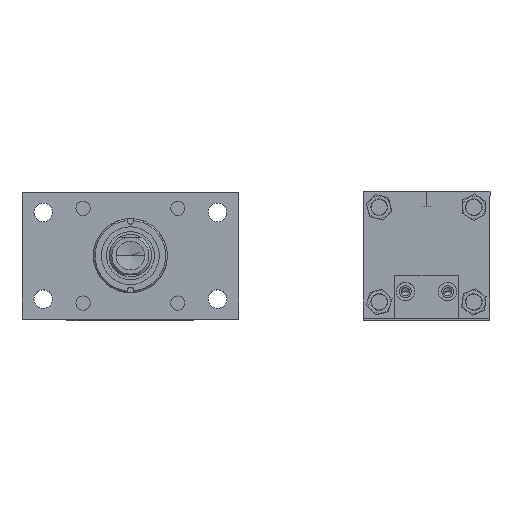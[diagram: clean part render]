
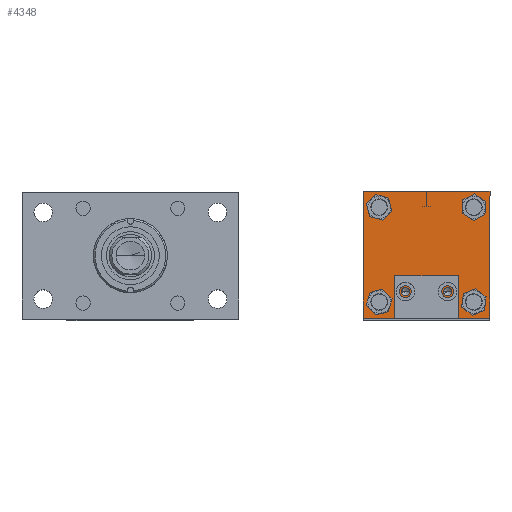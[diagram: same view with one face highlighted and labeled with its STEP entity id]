
A CAD part, top view. The second image highlights one B-rep face of the part: STEP entity #4348.
In plain terms, the highlighted face is planar.
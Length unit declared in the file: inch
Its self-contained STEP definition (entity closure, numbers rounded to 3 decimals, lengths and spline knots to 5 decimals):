
#47 = DIRECTION ( 'NONE',  ( 0., 0., 1. ) ) ;
#100 = CARTESIAN_POINT ( 'NONE',  ( 6.81388, 7.35691, -0.3831 ) ) ;
#114 = CIRCLE ( 'NONE', #4737, 0.1005 ) ;
#245 = CARTESIAN_POINT ( 'NONE',  ( 6.63588, 9.97591, -0.3831 ) ) ;
#260 = DIRECTION ( 'NONE',  ( 1., 0., 0. ) ) ;
#349 = CARTESIAN_POINT ( 'NONE',  ( 6.63588, 7.73791, -0.3831 ) ) ;
#369 = DIRECTION ( 'NONE',  ( 0., 0., -1. ) ) ;
#381 = CARTESIAN_POINT ( 'NONE',  ( 3.99188, 7.73791, -0.3831 ) ) ;
#450 = CARTESIAN_POINT ( 'NONE',  ( 4.39788, 9.97591, -0.3831 ) ) ;
#495 = AXIS2_PLACEMENT_3D ( 'NONE', #7970, #2929, #8902 ) ;
#569 = EDGE_CURVE ( 'NONE', #4883, #12814, #1884, .T. ) ;
#605 = DIRECTION ( 'NONE',  ( 1., 0., 0. ) ) ;
#658 = DIRECTION ( 'NONE',  ( 0., 0., 1. ) ) ;
#671 = VERTEX_POINT ( 'NONE', #10250 ) ;
#772 = LINE ( 'NONE', #9021, #11077 ) ;
#774 = ORIENTED_EDGE ( 'NONE', *, *, #11126, .F. ) ;
#830 = EDGE_LOOP ( 'NONE', ( #6306, #10643 ) ) ;
#997 = EDGE_CURVE ( 'NONE', #12049, #671, #772, .T. ) ;
#1160 = DIRECTION ( 'NONE',  ( -1., 0., 0. ) ) ;
#1331 = DIRECTION ( 'NONE',  ( -1., 0., 0. ) ) ;
#1362 = EDGE_CURVE ( 'NONE', #12814, #4883, #2990, .T. ) ;
#1417 = EDGE_CURVE ( 'NONE', #5367, #9874, #1874, .T. ) ;
#1526 = FACE_BOUND ( 'NONE', #5603, .T. ) ;
#1638 = DIRECTION ( 'NONE',  ( 0., 0., 1. ) ) ;
#1667 = CARTESIAN_POINT ( 'NONE',  ( 4.81388, 7.98191, -0.3831 ) ) ;
#1726 = LINE ( 'NONE', #2094, #12318 ) ;
#1740 = CARTESIAN_POINT ( 'NONE',  ( 4.91438, 7.98191, -0.3831 ) ) ;
#1820 = CIRCLE ( 'NONE', #8993, 0.203 ) ;
#1874 = CIRCLE ( 'NONE', #11787, 0.203 ) ;
#1883 = AXIS2_PLACEMENT_3D ( 'NONE', #9215, #5342, #260 ) ;
#1884 = CIRCLE ( 'NONE', #12530, 0.203 ) ;
#1966 = ORIENTED_EDGE ( 'NONE', *, *, #3121, .T. ) ;
#2019 = CARTESIAN_POINT ( 'NONE',  ( 4.71338, 7.98191, -0.3831 ) ) ;
#2057 = VERTEX_POINT ( 'NONE', #6513 ) ;
#2088 = CARTESIAN_POINT ( 'NONE',  ( 5.81388, 7.98191, -0.3831 ) ) ;
#2094 = CARTESIAN_POINT ( 'NONE',  ( 5.31388, 10.35691, -0.3831 ) ) ;
#2160 = CARTESIAN_POINT ( 'NONE',  ( 6.43288, 9.97591, -0.3831 ) ) ;
#2212 = VECTOR ( 'NONE', #7009, 39.37008 ) ;
#2235 = PLANE ( 'NONE',  #1883 ) ;
#2377 = CARTESIAN_POINT ( 'NONE',  ( 6.43288, 7.73791, -0.3831 ) ) ;
#2492 = CIRCLE ( 'NONE', #6302, 0.1005 ) ;
#2748 = CARTESIAN_POINT ( 'NONE',  ( 6.43288, 9.97591, -0.3831 ) ) ;
#2774 = CIRCLE ( 'NONE', #4835, 0.203 ) ;
#2785 = EDGE_LOOP ( 'NONE', ( #9790, #12244, #5179, #1966 ) ) ;
#2929 = DIRECTION ( 'NONE',  ( 0., 0., 1. ) ) ;
#2990 = CIRCLE ( 'NONE', #7543, 0.203 ) ;
#2999 = LINE ( 'NONE', #5018, #2212 ) ;
#3040 = CARTESIAN_POINT ( 'NONE',  ( 3.81388, 10.35691, -0.3831 ) ) ;
#3121 = EDGE_CURVE ( 'NONE', #12371, #7291, #10272, .T. ) ;
#3230 = DIRECTION ( 'NONE',  ( 1., 0., 0. ) ) ;
#3279 = CIRCLE ( 'NONE', #6899, 0.203 ) ;
#3283 = EDGE_CURVE ( 'NONE', #2057, #9854, #2492, .T. ) ;
#3693 = ORIENTED_EDGE ( 'NONE', *, *, #1362, .T. ) ;
#3966 = EDGE_CURVE ( 'NONE', #5527, #4584, #114, .T. ) ;
#3984 = EDGE_CURVE ( 'NONE', #9854, #2057, #10402, .T. ) ;
#4023 = EDGE_CURVE ( 'NONE', #10461, #8696, #3279, .T. ) ;
#4079 = ORIENTED_EDGE ( 'NONE', *, *, #3283, .F. ) ;
#4099 = CARTESIAN_POINT ( 'NONE',  ( 4.39788, 7.73791, -0.3831 ) ) ;
#4217 = FACE_BOUND ( 'NONE', #9196, .T. ) ;
#4348 = ADVANCED_FACE ( 'NONE', ( #7165, #10105, #11511, #4217, #9633, #1526, #12746 ), #2235, .F. ) ;
#4365 = DIRECTION ( 'NONE',  ( 0., 0., -1. ) ) ;
#4376 = DIRECTION ( 'NONE',  ( 1., 0., 0. ) ) ;
#4457 = DIRECTION ( 'NONE',  ( 0., 0., 1. ) ) ;
#4584 = VERTEX_POINT ( 'NONE', #1740 ) ;
#4632 = DIRECTION ( 'NONE',  ( 1., 0., 0. ) ) ;
#4669 = CARTESIAN_POINT ( 'NONE',  ( 3.99188, 9.97591, -0.3831 ) ) ;
#4737 = AXIS2_PLACEMENT_3D ( 'NONE', #1667, #4365, #12562 ) ;
#4835 = AXIS2_PLACEMENT_3D ( 'NONE', #10417, #4457, #4376 ) ;
#4863 = DIRECTION ( 'NONE',  ( 0., 0., 1. ) ) ;
#4883 = VERTEX_POINT ( 'NONE', #10047 ) ;
#5018 = CARTESIAN_POINT ( 'NONE',  ( 5.31388, 7.35691, -0.3831 ) ) ;
#5103 = CARTESIAN_POINT ( 'NONE',  ( 4.19488, 7.73791, -0.3831 ) ) ;
#5112 = EDGE_CURVE ( 'NONE', #11160, #8319, #2774, .T. ) ;
#5179 = ORIENTED_EDGE ( 'NONE', *, *, #6202, .F. ) ;
#5342 = DIRECTION ( 'NONE',  ( 0., 0., 1. ) ) ;
#5367 = VERTEX_POINT ( 'NONE', #4099 ) ;
#5407 = AXIS2_PLACEMENT_3D ( 'NONE', #5697, #5655, #11567 ) ;
#5427 = EDGE_CURVE ( 'NONE', #9874, #5367, #1820, .T. ) ;
#5527 = VERTEX_POINT ( 'NONE', #2019 ) ;
#5603 = EDGE_LOOP ( 'NONE', ( #12363, #3693 ) ) ;
#5621 = DIRECTION ( 'NONE',  ( 1., 0., 0. ) ) ;
#5655 = DIRECTION ( 'NONE',  ( 0., 0., -1. ) ) ;
#5697 = CARTESIAN_POINT ( 'NONE',  ( 5.81388, 7.98191, -0.3831 ) ) ;
#5727 = CARTESIAN_POINT ( 'NONE',  ( 6.81388, 5.55135, -0.3831 ) ) ;
#5954 = ORIENTED_EDGE ( 'NONE', *, *, #10818, .T. ) ;
#6107 = DIRECTION ( 'NONE',  ( 0., 0., -1. ) ) ;
#6116 = AXIS2_PLACEMENT_3D ( 'NONE', #8457, #369, #1331 ) ;
#6202 = EDGE_CURVE ( 'NONE', #12371, #12049, #1726, .T. ) ;
#6302 = AXIS2_PLACEMENT_3D ( 'NONE', #2088, #6107, #1160 ) ;
#6306 = ORIENTED_EDGE ( 'NONE', *, *, #12555, .T. ) ;
#6335 = CARTESIAN_POINT ( 'NONE',  ( 6.81388, 10.35691, -0.3831 ) ) ;
#6513 = CARTESIAN_POINT ( 'NONE',  ( 5.71338, 7.98191, -0.3831 ) ) ;
#6684 = DIRECTION ( 'NONE',  ( 1., 0., 0. ) ) ;
#6797 = EDGE_LOOP ( 'NONE', ( #11614, #5954 ) ) ;
#6899 = AXIS2_PLACEMENT_3D ( 'NONE', #2377, #11522, #605 ) ;
#6981 = ORIENTED_EDGE ( 'NONE', *, *, #3984, .F. ) ;
#7009 = DIRECTION ( 'NONE',  ( -1., 0., 0. ) ) ;
#7165 = FACE_BOUND ( 'NONE', #12441, .T. ) ;
#7291 = VERTEX_POINT ( 'NONE', #100 ) ;
#7543 = AXIS2_PLACEMENT_3D ( 'NONE', #2748, #1638, #4632 ) ;
#7643 = VECTOR ( 'NONE', #11716, 39.37008 ) ;
#7732 = CARTESIAN_POINT ( 'NONE',  ( 4.19488, 9.97591, -0.3831 ) ) ;
#7970 = CARTESIAN_POINT ( 'NONE',  ( 6.43288, 7.73791, -0.3831 ) ) ;
#8175 = DIRECTION ( 'NONE',  ( 1., 0., 0. ) ) ;
#8319 = VERTEX_POINT ( 'NONE', #4669 ) ;
#8457 = CARTESIAN_POINT ( 'NONE',  ( 4.81388, 7.98191, -0.3831 ) ) ;
#8640 = AXIS2_PLACEMENT_3D ( 'NONE', #7732, #4863, #6684 ) ;
#8696 = VERTEX_POINT ( 'NONE', #349 ) ;
#8902 = DIRECTION ( 'NONE',  ( 1., 0., 0. ) ) ;
#8993 = AXIS2_PLACEMENT_3D ( 'NONE', #5103, #47, #8175 ) ;
#9021 = CARTESIAN_POINT ( 'NONE',  ( 3.81388, 5.55135, -0.3831 ) ) ;
#9167 = DIRECTION ( 'NONE',  ( -1., 0., 0. ) ) ;
#9196 = EDGE_LOOP ( 'NONE', ( #12065, #9507 ) ) ;
#9215 = CARTESIAN_POINT ( 'NONE',  ( 5.31388, 5.55135, -0.3831 ) ) ;
#9336 = CARTESIAN_POINT ( 'NONE',  ( 5.91438, 7.98191, -0.3831 ) ) ;
#9507 = ORIENTED_EDGE ( 'NONE', *, *, #1417, .T. ) ;
#9633 = FACE_BOUND ( 'NONE', #6797, .T. ) ;
#9790 = ORIENTED_EDGE ( 'NONE', *, *, #11429, .T. ) ;
#9854 = VERTEX_POINT ( 'NONE', #9336 ) ;
#9874 = VERTEX_POINT ( 'NONE', #381 ) ;
#10047 = CARTESIAN_POINT ( 'NONE',  ( 6.22988, 9.97591, -0.3831 ) ) ;
#10069 = CARTESIAN_POINT ( 'NONE',  ( 6.22988, 7.73791, -0.3831 ) ) ;
#10105 = FACE_BOUND ( 'NONE', #12344, .T. ) ;
#10121 = DIRECTION ( 'NONE',  ( 0., 0., 1. ) ) ;
#10250 = CARTESIAN_POINT ( 'NONE',  ( 3.81388, 7.35691, -0.3831 ) ) ;
#10272 = LINE ( 'NONE', #5727, #7643 ) ;
#10402 = CIRCLE ( 'NONE', #5407, 0.1005 ) ;
#10417 = CARTESIAN_POINT ( 'NONE',  ( 4.19488, 9.97591, -0.3831 ) ) ;
#10461 = VERTEX_POINT ( 'NONE', #10069 ) ;
#10643 = ORIENTED_EDGE ( 'NONE', *, *, #5112, .T. ) ;
#10818 = EDGE_CURVE ( 'NONE', #8696, #10461, #12650, .T. ) ;
#11011 = DIRECTION ( 'NONE',  ( 0., -1., 0. ) ) ;
#11077 = VECTOR ( 'NONE', #11011, 39.37008 ) ;
#11126 = EDGE_CURVE ( 'NONE', #4584, #5527, #12333, .T. ) ;
#11160 = VERTEX_POINT ( 'NONE', #450 ) ;
#11218 = ORIENTED_EDGE ( 'NONE', *, *, #3966, .F. ) ;
#11429 = EDGE_CURVE ( 'NONE', #7291, #671, #2999, .T. ) ;
#11511 = FACE_BOUND ( 'NONE', #830, .T. ) ;
#11522 = DIRECTION ( 'NONE',  ( 0., 0., 1. ) ) ;
#11567 = DIRECTION ( 'NONE',  ( -1., 0., 0. ) ) ;
#11614 = ORIENTED_EDGE ( 'NONE', *, *, #4023, .T. ) ;
#11695 = CIRCLE ( 'NONE', #8640, 0.203 ) ;
#11716 = DIRECTION ( 'NONE',  ( 0., -1., 0. ) ) ;
#11787 = AXIS2_PLACEMENT_3D ( 'NONE', #12611, #658, #5621 ) ;
#12049 = VERTEX_POINT ( 'NONE', #3040 ) ;
#12065 = ORIENTED_EDGE ( 'NONE', *, *, #5427, .T. ) ;
#12244 = ORIENTED_EDGE ( 'NONE', *, *, #997, .F. ) ;
#12318 = VECTOR ( 'NONE', #9167, 39.37008 ) ;
#12333 = CIRCLE ( 'NONE', #6116, 0.1005 ) ;
#12344 = EDGE_LOOP ( 'NONE', ( #11218, #774 ) ) ;
#12363 = ORIENTED_EDGE ( 'NONE', *, *, #569, .T. ) ;
#12371 = VERTEX_POINT ( 'NONE', #6335 ) ;
#12441 = EDGE_LOOP ( 'NONE', ( #4079, #6981 ) ) ;
#12530 = AXIS2_PLACEMENT_3D ( 'NONE', #2160, #10121, #3230 ) ;
#12555 = EDGE_CURVE ( 'NONE', #8319, #11160, #11695, .T. ) ;
#12562 = DIRECTION ( 'NONE',  ( -1., 0., 0. ) ) ;
#12611 = CARTESIAN_POINT ( 'NONE',  ( 4.19488, 7.73791, -0.3831 ) ) ;
#12650 = CIRCLE ( 'NONE', #495, 0.203 ) ;
#12746 = FACE_OUTER_BOUND ( 'NONE', #2785, .T. ) ;
#12814 = VERTEX_POINT ( 'NONE', #245 ) ;
